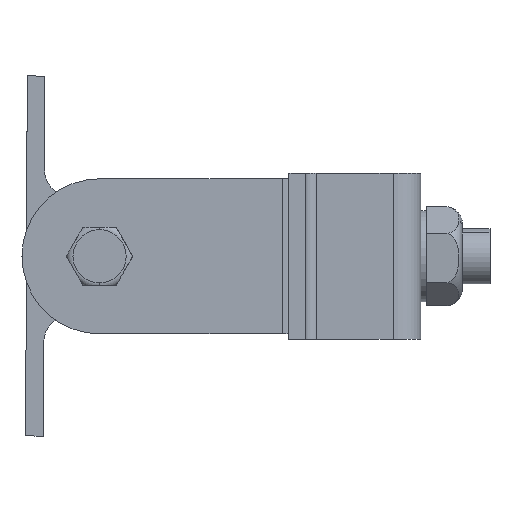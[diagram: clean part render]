
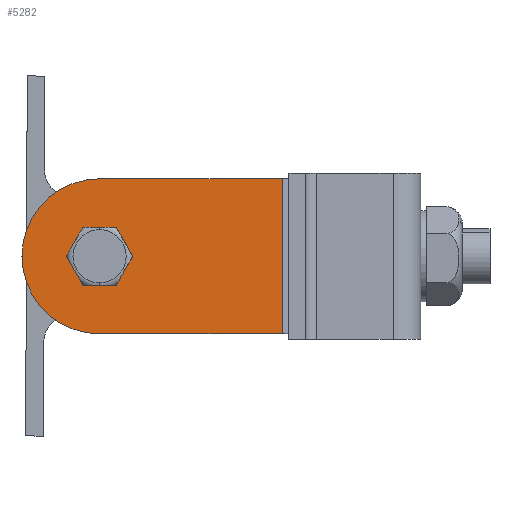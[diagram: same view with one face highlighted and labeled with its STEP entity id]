
A CAD part, left-side view. The second image highlights one B-rep face of the part: STEP entity #5282.
In plain terms, the highlighted planar face has unit normal (-1, 0, 0).
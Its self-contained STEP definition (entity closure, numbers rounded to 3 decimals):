
#166 = CARTESIAN_POINT ( 'NONE',  ( -180., 50., 280. ) ) ;
#404 = DIRECTION ( 'NONE',  ( 0., 1., 0. ) ) ;
#572 = EDGE_CURVE ( 'NONE', #4384, #4695, #6081, .T. ) ;
#919 = EDGE_CURVE ( 'NONE', #3368, #4276, #3184, .T. ) ;
#961 = FACE_OUTER_BOUND ( 'NONE', #1736, .T. ) ;
#963 = CARTESIAN_POINT ( 'NONE',  ( -180., 405., 140. ) ) ;
#1063 = ORIENTED_EDGE ( 'NONE', *, *, #4166, .F. ) ;
#1126 = DIRECTION ( 'NONE',  ( 0., 0., -1. ) ) ;
#1435 = CARTESIAN_POINT ( 'NONE',  ( -180., 380., 0. ) ) ;
#1736 = EDGE_LOOP ( 'NONE', ( #1063, #6169, #5134, #6152 ) ) ;
#1768 = CARTESIAN_POINT ( 'NONE',  ( -180., 380., 140. ) ) ;
#1871 = VERTEX_POINT ( 'NONE', #1435 ) ;
#1994 = PLANE ( 'NONE',  #2566 ) ;
#2056 = CIRCLE ( 'NONE', #4483, 140. ) ;
#2063 = LINE ( 'NONE', #4067, #6153 ) ;
#2292 = CARTESIAN_POINT ( 'NONE',  ( -180., 380., 140. ) ) ;
#2373 = ORIENTED_EDGE ( 'NONE', *, *, #4548, .F. ) ;
#2516 = VERTEX_POINT ( 'NONE', #3203 ) ;
#2566 = AXIS2_PLACEMENT_3D ( 'NONE', #3965, #6005, #3465 ) ;
#2662 = CARTESIAN_POINT ( 'NONE',  ( -180., 50., 280. ) ) ;
#2702 = LINE ( 'NONE', #166, #6045 ) ;
#2931 = DIRECTION ( 'NONE',  ( -1., 0., 0. ) ) ;
#3017 = CIRCLE ( 'NONE', #4584, 25. ) ;
#3160 = DIRECTION ( 'NONE',  ( 0., 1., 0. ) ) ;
#3184 = LINE ( 'NONE', #2662, #5039 ) ;
#3199 = ORIENTED_EDGE ( 'NONE', *, *, #572, .F. ) ;
#3203 = CARTESIAN_POINT ( 'NONE',  ( -180., 380., 280. ) ) ;
#3368 = VERTEX_POINT ( 'NONE', #4335 ) ;
#3447 = AXIS2_PLACEMENT_3D ( 'NONE', #5273, #5202, #3160 ) ;
#3465 = DIRECTION ( 'NONE',  ( 0., 1., 0. ) ) ;
#3472 = CARTESIAN_POINT ( 'NONE',  ( -180., 355., 140. ) ) ;
#3599 = EDGE_CURVE ( 'NONE', #2516, #3368, #2702, .T. ) ;
#3773 = DIRECTION ( 'NONE',  ( 1., 0., 0. ) ) ;
#3965 = CARTESIAN_POINT ( 'NONE',  ( -180., 50., 280. ) ) ;
#4067 = CARTESIAN_POINT ( 'NONE',  ( -180., 50., 0. ) ) ;
#4166 = EDGE_CURVE ( 'NONE', #1871, #2516, #2056, .T. ) ;
#4276 = VERTEX_POINT ( 'NONE', #4412 ) ;
#4335 = CARTESIAN_POINT ( 'NONE',  ( -180., 50., 280. ) ) ;
#4384 = VERTEX_POINT ( 'NONE', #3472 ) ;
#4412 = CARTESIAN_POINT ( 'NONE',  ( -180., 50., 0. ) ) ;
#4464 = EDGE_CURVE ( 'NONE', #1871, #4276, #2063, .T. ) ;
#4483 = AXIS2_PLACEMENT_3D ( 'NONE', #1768, #3773, #6446 ) ;
#4548 = EDGE_CURVE ( 'NONE', #4695, #4384, #3017, .T. ) ;
#4584 = AXIS2_PLACEMENT_3D ( 'NONE', #2292, #2931, #404 ) ;
#4695 = VERTEX_POINT ( 'NONE', #963 ) ;
#5039 = VECTOR ( 'NONE', #1126, 1000. ) ;
#5134 = ORIENTED_EDGE ( 'NONE', *, *, #919, .F. ) ;
#5202 = DIRECTION ( 'NONE',  ( -1., 0., 0. ) ) ;
#5208 = EDGE_LOOP ( 'NONE', ( #2373, #3199 ) ) ;
#5273 = CARTESIAN_POINT ( 'NONE',  ( -180., 380., 140. ) ) ;
#5282 = ADVANCED_FACE ( 'NONE', ( #961, #6497 ), #1994, .F. ) ;
#5815 = DIRECTION ( 'NONE',  ( 0., -1., 0. ) ) ;
#6005 = DIRECTION ( 'NONE',  ( 1., 0., 0. ) ) ;
#6045 = VECTOR ( 'NONE', #5815, 1000. ) ;
#6075 = DIRECTION ( 'NONE',  ( 0., -1., 0. ) ) ;
#6081 = CIRCLE ( 'NONE', #3447, 25. ) ;
#6152 = ORIENTED_EDGE ( 'NONE', *, *, #3599, .F. ) ;
#6153 = VECTOR ( 'NONE', #6075, 1000. ) ;
#6169 = ORIENTED_EDGE ( 'NONE', *, *, #4464, .T. ) ;
#6446 = DIRECTION ( 'NONE',  ( 0., -1., 0. ) ) ;
#6497 = FACE_BOUND ( 'NONE', #5208, .T. ) ;
